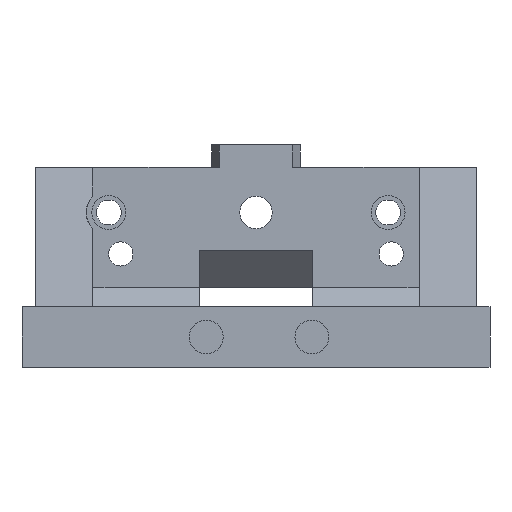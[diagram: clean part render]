
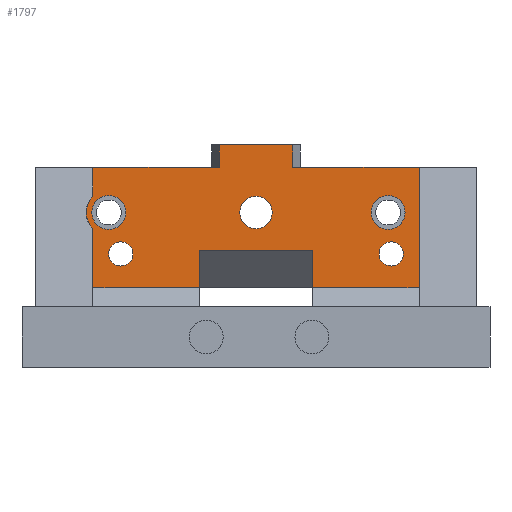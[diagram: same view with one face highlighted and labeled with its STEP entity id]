
A CAD part, left-side view. The second image highlights one B-rep face of the part: STEP entity #1797.
In plain terms, the highlighted planar face has unit normal (-1, 0, 0).
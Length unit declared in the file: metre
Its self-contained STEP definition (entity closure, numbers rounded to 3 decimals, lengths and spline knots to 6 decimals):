
#18=CIRCLE('',#1841,0.00225);
#29=CIRCLE('',#1859,0.00215);
#83=CIRCLE('',#1988,0.003);
#84=CIRCLE('',#1989,0.00225);
#85=CIRCLE('',#1990,0.0016);
#86=CIRCLE('',#1991,0.0016);
#432=ORIENTED_EDGE('',*,*,#610,.T.);
#433=ORIENTED_EDGE('',*,*,#601,.T.);
#434=ORIENTED_EDGE('',*,*,#797,.T.);
#435=ORIENTED_EDGE('',*,*,#608,.T.);
#436=ORIENTED_EDGE('',*,*,#686,.T.);
#437=ORIENTED_EDGE('',*,*,#758,.T.);
#438=ORIENTED_EDGE('',*,*,#749,.T.);
#439=ORIENTED_EDGE('',*,*,#761,.F.);
#440=ORIENTED_EDGE('',*,*,#689,.T.);
#441=ORIENTED_EDGE('',*,*,#621,.F.);
#442=ORIENTED_EDGE('',*,*,#614,.T.);
#443=ORIENTED_EDGE('',*,*,#798,.F.);
#444=ORIENTED_EDGE('',*,*,#799,.T.);
#445=ORIENTED_EDGE('',*,*,#800,.T.);
#446=ORIENTED_EDGE('',*,*,#801,.T.);
#447=ORIENTED_EDGE('',*,*,#802,.T.);
#448=ORIENTED_EDGE('',*,*,#803,.T.);
#449=ORIENTED_EDGE('',*,*,#804,.T.);
#450=ORIENTED_EDGE('',*,*,#651,.T.);
#601=EDGE_CURVE('',#832,#830,#1001,.T.);
#608=EDGE_CURVE('',#835,#838,#1008,.T.);
#610=EDGE_CURVE('',#840,#840,#18,.T.);
#614=EDGE_CURVE('',#845,#844,#1012,.T.);
#621=EDGE_CURVE('',#845,#851,#1018,.T.);
#651=EDGE_CURVE('',#876,#876,#29,.T.);
#686=EDGE_CURVE('',#838,#906,#1060,.T.);
#689=EDGE_CURVE('',#908,#851,#1063,.T.);
#749=EDGE_CURVE('',#951,#950,#1095,.T.);
#758=EDGE_CURVE('',#906,#951,#1104,.T.);
#761=EDGE_CURVE('',#908,#950,#1107,.T.);
#797=EDGE_CURVE('',#830,#835,#83,.T.);
#798=EDGE_CURVE('',#980,#844,#1128,.T.);
#799=EDGE_CURVE('',#980,#981,#1129,.T.);
#800=EDGE_CURVE('',#981,#982,#1130,.T.);
#801=EDGE_CURVE('',#982,#832,#1131,.T.);
#802=EDGE_CURVE('',#983,#983,#84,.T.);
#803=EDGE_CURVE('',#984,#984,#85,.T.);
#804=EDGE_CURVE('',#985,#985,#86,.T.);
#830=VERTEX_POINT('',#2564);
#832=VERTEX_POINT('',#2567);
#835=VERTEX_POINT('',#2574);
#838=VERTEX_POINT('',#2580);
#840=VERTEX_POINT('',#2586);
#844=VERTEX_POINT('',#2594);
#845=VERTEX_POINT('',#2596);
#851=VERTEX_POINT('',#2610);
#876=VERTEX_POINT('',#2670);
#906=VERTEX_POINT('',#2753);
#908=VERTEX_POINT('',#2758);
#950=VERTEX_POINT('',#2888);
#951=VERTEX_POINT('',#2890);
#980=VERTEX_POINT('',#2993);
#981=VERTEX_POINT('',#2995);
#982=VERTEX_POINT('',#2997);
#983=VERTEX_POINT('',#3000);
#984=VERTEX_POINT('',#3002);
#985=VERTEX_POINT('',#3004);
#1001=LINE('',#2566,#1147);
#1008=LINE('',#2581,#1154);
#1012=LINE('',#2595,#1158);
#1018=LINE('',#2609,#1164);
#1060=LINE('',#2754,#1206);
#1063=LINE('',#2760,#1209);
#1095=LINE('',#2889,#1241);
#1104=LINE('',#2904,#1250);
#1107=LINE('',#2909,#1253);
#1128=LINE('',#2992,#1274);
#1129=LINE('',#2994,#1275);
#1130=LINE('',#2996,#1276);
#1131=LINE('',#2998,#1277);
#1147=VECTOR('',#2034,1.);
#1154=VECTOR('',#2043,1.);
#1158=VECTOR('',#2055,1.);
#1164=VECTOR('',#2065,1.);
#1206=VECTOR('',#2201,1.);
#1209=VECTOR('',#2206,1.);
#1241=VECTOR('',#2348,1.);
#1250=VECTOR('',#2361,1.);
#1253=VECTOR('',#2368,1.);
#1274=VECTOR('',#2463,1.);
#1275=VECTOR('',#2464,1.);
#1276=VECTOR('',#2465,1.);
#1277=VECTOR('',#2466,1.);
#1410=EDGE_LOOP('',(#432));
#1411=EDGE_LOOP('',(#433,#434,#435,#436,#437,#438,#439,#440,#441,#442,#443,
#444,#445,#446));
#1412=EDGE_LOOP('',(#447));
#1413=EDGE_LOOP('',(#448));
#1414=EDGE_LOOP('',(#449));
#1415=EDGE_LOOP('',(#450));
#1590=FACE_BOUND('',#1410,.T.);
#1591=FACE_BOUND('',#1411,.T.);
#1592=FACE_BOUND('',#1412,.T.);
#1593=FACE_BOUND('',#1413,.T.);
#1594=FACE_BOUND('',#1414,.T.);
#1595=FACE_BOUND('',#1415,.T.);
#1701=PLANE('',#1987);
#1797=ADVANCED_FACE('',(#1590,#1591,#1592,#1593,#1594,#1595),#1701,.F.);
#1841=AXIS2_PLACEMENT_3D('',#2585,#2048,#2049);
#1859=AXIS2_PLACEMENT_3D('',#2669,#2114,#2115);
#1987=AXIS2_PLACEMENT_3D('',#2990,#2459,#2460);
#1988=AXIS2_PLACEMENT_3D('',#2991,#2461,#2462);
#1989=AXIS2_PLACEMENT_3D('',#2999,#2467,#2468);
#1990=AXIS2_PLACEMENT_3D('',#3001,#2469,#2470);
#1991=AXIS2_PLACEMENT_3D('',#3003,#2471,#2472);
#2034=DIRECTION('',(0.,0.,-1.));
#2043=DIRECTION('',(0.,0.,-1.));
#2048=DIRECTION('',(1.,0.,0.));
#2049=DIRECTION('',(0.,1.,0.));
#2055=DIRECTION('',(0.,1.,0.));
#2065=DIRECTION('',(0.,0.,-1.));
#2114=DIRECTION('',(1.,0.,0.));
#2115=DIRECTION('',(0.,1.,0.));
#2201=DIRECTION('',(0.,-1.,0.));
#2206=DIRECTION('',(0.,-1.,0.));
#2348=DIRECTION('',(0.,-1.,0.));
#2361=DIRECTION('',(0.,0.,1.));
#2368=DIRECTION('',(0.,0.,1.));
#2459=DIRECTION('',(1.,0.,0.));
#2460=DIRECTION('',(0.,1.,0.));
#2461=DIRECTION('',(-1.,0.,0.));
#2462=DIRECTION('',(0.,-1.,0.));
#2463=DIRECTION('',(0.,0.,-1.));
#2464=DIRECTION('',(0.,1.,0.));
#2465=DIRECTION('',(0.,0.,-1.));
#2466=DIRECTION('',(0.,1.,0.));
#2467=DIRECTION('',(1.,0.,0.));
#2468=DIRECTION('',(0.,1.,0.));
#2469=DIRECTION('',(1.,0.,0.));
#2470=DIRECTION('',(0.,1.,0.));
#2471=DIRECTION('',(1.,0.,0.));
#2472=DIRECTION('',(0.,1.,0.));
#2564=CARTESIAN_POINT('',(0.0045,0.0216,0.01414));
#2566=CARTESIAN_POINT('',(0.0045,0.0216,0.019002));
#2567=CARTESIAN_POINT('',(0.0045,0.0216,0.017963));
#2574=CARTESIAN_POINT('',(0.0045,0.0216,0.009854));
#2580=CARTESIAN_POINT('',(0.0045,0.0216,0.002));
#2581=CARTESIAN_POINT('',(0.0045,0.0216,0.019002));
#2585=CARTESIAN_POINT('',(0.0045,0.019501,0.011997));
#2586=CARTESIAN_POINT('',(0.0045,0.021751,0.011997));
#2594=CARTESIAN_POINT('',(0.0045,-0.004894,0.017963));
#2595=CARTESIAN_POINT('',(0.0045,-0.0396,0.017963));
#2596=CARTESIAN_POINT('',(0.0045,-0.0216,0.017963));
#2609=CARTESIAN_POINT('',(0.0045,-0.0216,0.019002));
#2610=CARTESIAN_POINT('',(0.0045,-0.0216,0.002));
#2669=CARTESIAN_POINT('',(0.0045,0.,0.012));
#2670=CARTESIAN_POINT('',(0.0045,0.00215,0.012));
#2753=CARTESIAN_POINT('',(0.0045,0.0075,0.002));
#2754=CARTESIAN_POINT('',(0.0045,0.,0.002));
#2758=CARTESIAN_POINT('',(0.0045,-0.0075,0.002));
#2760=CARTESIAN_POINT('',(0.0045,0.,0.002));
#2888=CARTESIAN_POINT('',(0.0045,-0.0075,0.007));
#2889=CARTESIAN_POINT('',(0.0045,0.,0.007));
#2890=CARTESIAN_POINT('',(0.0045,0.0075,0.007));
#2904=CARTESIAN_POINT('',(0.0045,0.0075,0.00075));
#2909=CARTESIAN_POINT('',(0.0045,-0.0075,0.00075));
#2990=CARTESIAN_POINT('',(0.0045,0.,0.0245));
#2991=CARTESIAN_POINT('',(0.0045,0.019501,0.011997));
#2992=CARTESIAN_POINT('',(0.0045,-0.004894,0.020965));
#2993=CARTESIAN_POINT('',(0.0045,-0.004894,0.020963));
#2994=CARTESIAN_POINT('',(0.0045,-0.0396,0.020963));
#2995=CARTESIAN_POINT('',(0.0045,0.004894,0.020963));
#2996=CARTESIAN_POINT('',(0.0045,0.004894,0.020965));
#2997=CARTESIAN_POINT('',(0.0045,0.004894,0.017963));
#2998=CARTESIAN_POINT('',(0.0045,-0.0396,0.017963));
#2999=CARTESIAN_POINT('',(0.0045,-0.017499,0.011997));
#3000=CARTESIAN_POINT('',(0.0045,-0.015249,0.011997));
#3001=CARTESIAN_POINT('',(0.0045,-0.0179,0.0065));
#3002=CARTESIAN_POINT('',(0.0045,-0.0163,0.0065));
#3003=CARTESIAN_POINT('',(0.0045,0.0179,0.0065));
#3004=CARTESIAN_POINT('',(0.0045,0.0195,0.0065));
